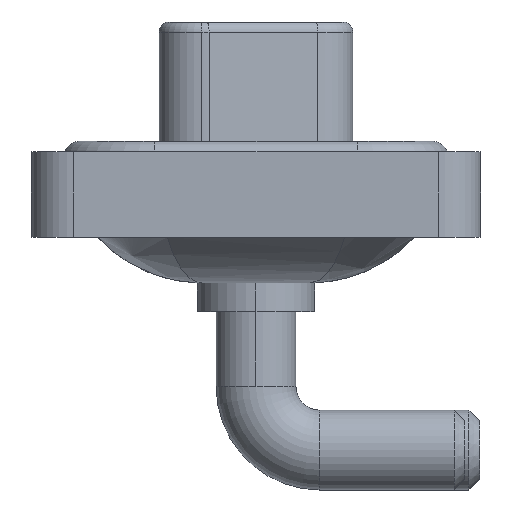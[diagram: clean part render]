
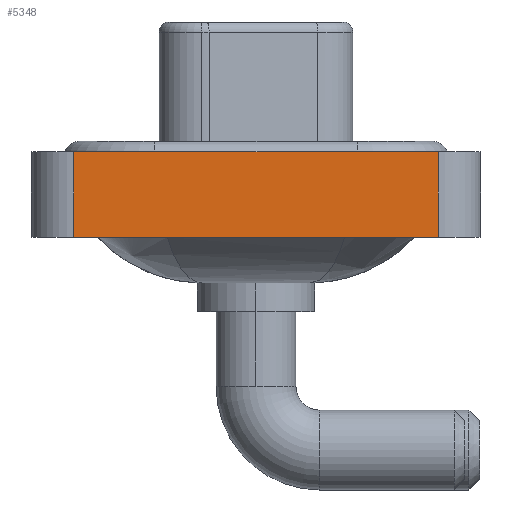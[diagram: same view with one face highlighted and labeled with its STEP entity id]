
A CAD part, left-side view. The second image highlights one B-rep face of the part: STEP entity #5348.
In plain terms, the highlighted planar face has unit normal (-1, 0, 0).
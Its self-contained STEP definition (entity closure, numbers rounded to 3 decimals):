
#4 = DIRECTION ( 'NONE',  ( 0., 0., 1. ) ) ;
#1858 = CARTESIAN_POINT ( 'NONE',  ( -7.3, -8.55, -3.6 ) ) ;
#2439 = VECTOR ( 'NONE', #16745, 1000. ) ;
#2974 = CARTESIAN_POINT ( 'NONE',  ( -7.3, -8.55, 0.4 ) ) ;
#2980 = CARTESIAN_POINT ( 'NONE',  ( -7.3, -8.55, -3.6 ) ) ;
#3255 = CARTESIAN_POINT ( 'NONE',  ( -7.3, -8.55, -3.6 ) ) ;
#4953 = DIRECTION ( 'NONE',  ( 0., 0., 1. ) ) ;
#5348 = ADVANCED_FACE ( 'NONE', ( #12494 ), #18376, .T. ) ;
#5916 = VERTEX_POINT ( 'NONE', #8049 ) ;
#5920 = ORIENTED_EDGE ( 'NONE', *, *, #16221, .F. ) ;
#5968 = LINE ( 'NONE', #2980, #15310 ) ;
#6455 = VECTOR ( 'NONE', #19321, 1000. ) ;
#6594 = AXIS2_PLACEMENT_3D ( 'NONE', #1858, #9454, #4953 ) ;
#6827 = EDGE_CURVE ( 'NONE', #9321, #10904, #11936, .T. ) ;
#6835 = LINE ( 'NONE', #11812, #9061 ) ;
#7067 = CARTESIAN_POINT ( 'NONE',  ( -7.3, 8.55, -3.6 ) ) ;
#8049 = CARTESIAN_POINT ( 'NONE',  ( -7.3, 8.55, -3.6 ) ) ;
#8718 = CARTESIAN_POINT ( 'NONE',  ( -7.3, 8.55, 0.4 ) ) ;
#8917 = DIRECTION ( 'NONE',  ( 0., -1., 0. ) ) ;
#9061 = VECTOR ( 'NONE', #4, 1000. ) ;
#9087 = ORIENTED_EDGE ( 'NONE', *, *, #12525, .T. ) ;
#9321 = VERTEX_POINT ( 'NONE', #8718 ) ;
#9454 = DIRECTION ( 'NONE',  ( -1., 0., 0. ) ) ;
#10106 = LINE ( 'NONE', #7067, #6455 ) ;
#10676 = ORIENTED_EDGE ( 'NONE', *, *, #6827, .F. ) ;
#10904 = VERTEX_POINT ( 'NONE', #2974 ) ;
#11812 = CARTESIAN_POINT ( 'NONE',  ( -7.3, -8.55, -3.6 ) ) ;
#11936 = LINE ( 'NONE', #15076, #2439 ) ;
#12494 = FACE_OUTER_BOUND ( 'NONE', #18700, .T. ) ;
#12525 = EDGE_CURVE ( 'NONE', #5916, #17881, #5968, .T. ) ;
#12737 = EDGE_CURVE ( 'NONE', #17881, #10904, #6835, .T. ) ;
#13126 = ORIENTED_EDGE ( 'NONE', *, *, #12737, .T. ) ;
#15076 = CARTESIAN_POINT ( 'NONE',  ( -7.3, -8.55, 0.4 ) ) ;
#15310 = VECTOR ( 'NONE', #8917, 1000. ) ;
#16221 = EDGE_CURVE ( 'NONE', #5916, #9321, #10106, .T. ) ;
#16745 = DIRECTION ( 'NONE',  ( 0., -1., 0. ) ) ;
#17881 = VERTEX_POINT ( 'NONE', #3255 ) ;
#18376 = PLANE ( 'NONE',  #6594 ) ;
#18700 = EDGE_LOOP ( 'NONE', ( #13126, #10676, #5920, #9087 ) ) ;
#19321 = DIRECTION ( 'NONE',  ( 0., 0., 1. ) ) ;
